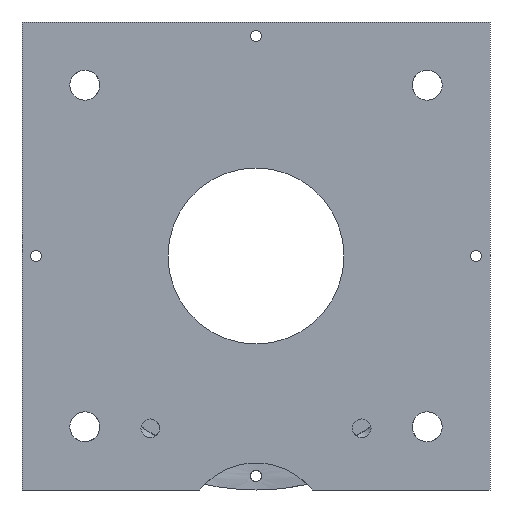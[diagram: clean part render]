
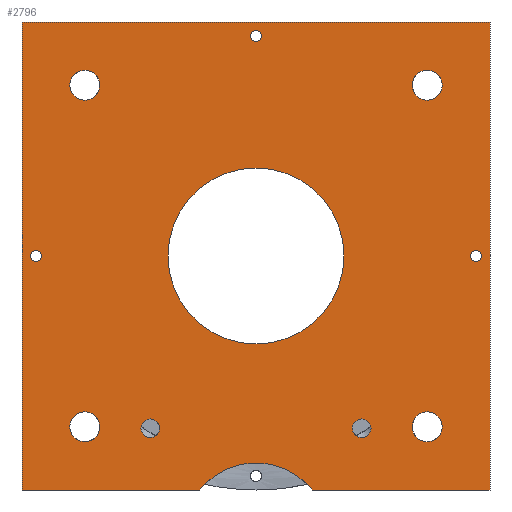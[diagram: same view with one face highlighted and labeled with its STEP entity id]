
A CAD part, front view. The second image highlights one B-rep face of the part: STEP entity #2796.
In plain terms, the highlighted planar face has unit normal (0, -1, 0).
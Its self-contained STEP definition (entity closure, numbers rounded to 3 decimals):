
#65=PLANE('',#3198);
#82=CIRCLE('',#2888,19.125);
#85=CIRCLE('',#2894,4.);
#87=CIRCLE('',#2897,4.);
#105=CIRCLE('',#2924,4.);
#107=CIRCLE('',#2927,4.);
#259=CIRCLE('',#3162,1.5);
#260=CIRCLE('',#3164,1.5);
#261=CIRCLE('',#3166,1.5);
#264=CIRCLE('',#3172,2.5);
#267=CIRCLE('',#3177,2.5);
#287=CIRCLE('',#3199,23.5);
#322=LINE('',#4368,#474);
#325=LINE('',#4377,#477);
#336=LINE('',#4549,#488);
#343=LINE('',#4654,#495);
#346=LINE('',#4676,#498);
#474=VECTOR('',#3310,10.);
#477=VECTOR('',#3319,10.);
#488=VECTOR('',#3386,10.);
#495=VECTOR('',#3435,10.);
#498=VECTOR('',#3444,10.);
#648=FACE_BOUND('',#980,.T.);
#649=FACE_BOUND('',#981,.T.);
#650=FACE_BOUND('',#982,.T.);
#651=FACE_BOUND('',#983,.T.);
#652=FACE_BOUND('',#984,.T.);
#653=FACE_BOUND('',#985,.T.);
#654=FACE_BOUND('',#986,.T.);
#655=FACE_BOUND('',#987,.T.);
#656=FACE_BOUND('',#988,.T.);
#657=FACE_BOUND('',#989,.T.);
#781=FACE_OUTER_BOUND('',#979,.T.);
#979=EDGE_LOOP('',(#2347,#2348,#2349,#2350,#2351,#2352));
#980=EDGE_LOOP('',(#2353));
#981=EDGE_LOOP('',(#2354));
#982=EDGE_LOOP('',(#2355));
#983=EDGE_LOOP('',(#2356));
#984=EDGE_LOOP('',(#2357));
#985=EDGE_LOOP('',(#2358));
#986=EDGE_LOOP('',(#2359));
#987=EDGE_LOOP('',(#2360));
#988=EDGE_LOOP('',(#2361));
#989=EDGE_LOOP('',(#2362));
#1099=VERTEX_POINT('',#4356);
#1100=VERTEX_POINT('',#4358);
#1102=VERTEX_POINT('',#4367);
#1105=VERTEX_POINT('',#4375);
#1106=VERTEX_POINT('',#4379);
#1112=VERTEX_POINT('',#4419);
#1132=VERTEX_POINT('',#4546);
#1133=VERTEX_POINT('',#4548);
#1136=VERTEX_POINT('',#4567);
#1140=VERTEX_POINT('',#4604);
#1305=VERTEX_POINT('',#5151);
#1306=VERTEX_POINT('',#5155);
#1307=VERTEX_POINT('',#5159);
#1309=VERTEX_POINT('',#5169);
#1310=VERTEX_POINT('',#5176);
#1313=VERTEX_POINT('',#5202);
#1352=EDGE_CURVE('',#1100,#1099,#82,.T.);
#1355=EDGE_CURVE('',#1102,#1100,#322,.T.);
#1360=EDGE_CURVE('',#1099,#1105,#325,.T.);
#1361=EDGE_CURVE('',#1106,#1106,#85,.T.);
#1368=EDGE_CURVE('',#1112,#1112,#87,.T.);
#1398=EDGE_CURVE('',#1132,#1133,#336,.T.);
#1403=EDGE_CURVE('',#1136,#1136,#105,.T.);
#1409=EDGE_CURVE('',#1140,#1140,#107,.T.);
#1424=EDGE_CURVE('',#1133,#1105,#343,.T.);
#1429=EDGE_CURVE('',#1102,#1132,#346,.T.);
#1642=EDGE_CURVE('',#1305,#1305,#259,.T.);
#1644=EDGE_CURVE('',#1306,#1306,#260,.T.);
#1646=EDGE_CURVE('',#1307,#1307,#261,.T.);
#1650=EDGE_CURVE('',#1309,#1309,#264,.T.);
#1654=EDGE_CURVE('',#1310,#1310,#267,.T.);
#1675=EDGE_CURVE('',#1313,#1313,#287,.T.);
#2347=ORIENTED_EDGE('',*,*,#1352,.T.);
#2348=ORIENTED_EDGE('',*,*,#1360,.T.);
#2349=ORIENTED_EDGE('',*,*,#1424,.F.);
#2350=ORIENTED_EDGE('',*,*,#1398,.F.);
#2351=ORIENTED_EDGE('',*,*,#1429,.F.);
#2352=ORIENTED_EDGE('',*,*,#1355,.T.);
#2353=ORIENTED_EDGE('',*,*,#1361,.T.);
#2354=ORIENTED_EDGE('',*,*,#1368,.T.);
#2355=ORIENTED_EDGE('',*,*,#1403,.T.);
#2356=ORIENTED_EDGE('',*,*,#1409,.T.);
#2357=ORIENTED_EDGE('',*,*,#1675,.F.);
#2358=ORIENTED_EDGE('',*,*,#1646,.T.);
#2359=ORIENTED_EDGE('',*,*,#1644,.T.);
#2360=ORIENTED_EDGE('',*,*,#1642,.T.);
#2361=ORIENTED_EDGE('',*,*,#1650,.F.);
#2362=ORIENTED_EDGE('',*,*,#1654,.F.);
#2796=ADVANCED_FACE('',(#781,#648,#649,#650,#651,#652,#653,#654,#655,#656,
#657),#65,.F.);
#2888=AXIS2_PLACEMENT_3D('',#4359,#3305,#3306);
#2894=AXIS2_PLACEMENT_3D('',#4380,#3322,#3323);
#2897=AXIS2_PLACEMENT_3D('',#4420,#3331,#3332);
#2924=AXIS2_PLACEMENT_3D('',#4568,#3395,#3396);
#2927=AXIS2_PLACEMENT_3D('',#4605,#3403,#3404);
#3162=AXIS2_PLACEMENT_3D('',#5153,#3949,#3950);
#3164=AXIS2_PLACEMENT_3D('',#5157,#3954,#3955);
#3166=AXIS2_PLACEMENT_3D('',#5161,#3959,#3960);
#3172=AXIS2_PLACEMENT_3D('',#5170,#3972,#3973);
#3177=AXIS2_PLACEMENT_3D('',#5177,#3983,#3984);
#3198=AXIS2_PLACEMENT_3D('',#5201,#4026,#4027);
#3199=AXIS2_PLACEMENT_3D('',#5203,#4028,#4029);
#3305=DIRECTION('center_axis',(0.,1.,0.));
#3306=DIRECTION('ref_axis',(1.,0.,0.));
#3310=DIRECTION('',(1.,0.,0.));
#3319=DIRECTION('',(1.,0.,0.));
#3322=DIRECTION('center_axis',(0.,1.,0.));
#3323=DIRECTION('ref_axis',(1.,0.,0.));
#3331=DIRECTION('center_axis',(0.,1.,0.));
#3332=DIRECTION('ref_axis',(1.,0.,0.));
#3386=DIRECTION('',(1.,0.,0.));
#3395=DIRECTION('center_axis',(0.,1.,0.));
#3396=DIRECTION('ref_axis',(1.,0.,0.));
#3403=DIRECTION('center_axis',(0.,1.,0.));
#3404=DIRECTION('ref_axis',(1.,0.,0.));
#3435=DIRECTION('',(0.,0.,-1.));
#3444=DIRECTION('',(0.,0.,1.));
#3949=DIRECTION('center_axis',(0.,1.,0.));
#3950=DIRECTION('ref_axis',(0.,0.,1.));
#3954=DIRECTION('center_axis',(0.,1.,0.));
#3955=DIRECTION('ref_axis',(-1.,0.,0.));
#3959=DIRECTION('center_axis',(0.,1.,0.));
#3960=DIRECTION('ref_axis',(0.,0.,-1.));
#3972=DIRECTION('center_axis',(0.,-1.,0.));
#3973=DIRECTION('ref_axis',(1.,0.,0.));
#3983=DIRECTION('center_axis',(0.,-1.,0.));
#3984=DIRECTION('ref_axis',(1.,0.,0.));
#4026=DIRECTION('center_axis',(0.,1.,0.));
#4027=DIRECTION('ref_axis',(0.,0.,1.));
#4028=DIRECTION('center_axis',(0.,-1.,0.));
#4029=DIRECTION('ref_axis',(1.,0.,0.));
#4356=CARTESIAN_POINT('',(14.992,0.,-62.5));
#4358=CARTESIAN_POINT('',(-14.992,0.,-62.5));
#4359=CARTESIAN_POINT('Origin',(0.,0.,-74.375));
#4367=CARTESIAN_POINT('',(-62.5,0.,-62.5));
#4368=CARTESIAN_POINT('',(-62.5,0.,-62.5));
#4375=CARTESIAN_POINT('',(62.5,0.,-62.5));
#4377=CARTESIAN_POINT('',(-62.5,0.,-62.5));
#4379=CARTESIAN_POINT('',(-49.731,0.,45.62));
#4380=CARTESIAN_POINT('Origin',(-45.731,0.,45.62));
#4419=CARTESIAN_POINT('',(41.731,0.,45.62));
#4420=CARTESIAN_POINT('Origin',(45.731,0.,45.62));
#4546=CARTESIAN_POINT('',(-62.5,0.,62.5));
#4548=CARTESIAN_POINT('',(62.5,0.,62.5));
#4549=CARTESIAN_POINT('',(-62.5,0.,62.5));
#4567=CARTESIAN_POINT('',(-49.731,0.,-45.62));
#4568=CARTESIAN_POINT('Origin',(-45.731,0.,-45.62));
#4604=CARTESIAN_POINT('',(41.731,0.,-45.62));
#4605=CARTESIAN_POINT('Origin',(45.731,0.,-45.62));
#4654=CARTESIAN_POINT('',(62.5,0.,62.5));
#4676=CARTESIAN_POINT('',(-62.5,0.,-62.5));
#5151=CARTESIAN_POINT('',(58.75,0.,-1.5));
#5153=CARTESIAN_POINT('Origin',(58.75,0.,0.));
#5155=CARTESIAN_POINT('',(1.5,0.,58.75));
#5157=CARTESIAN_POINT('Origin',(0.,0.,58.75));
#5159=CARTESIAN_POINT('',(-58.75,0.,1.5));
#5161=CARTESIAN_POINT('Origin',(-58.75,0.,0.));
#5169=CARTESIAN_POINT('',(-30.75,0.,-46.));
#5170=CARTESIAN_POINT('Origin',(-28.25,0.,-46.));
#5176=CARTESIAN_POINT('',(25.75,0.,-46.));
#5177=CARTESIAN_POINT('Origin',(28.25,0.,-46.));
#5201=CARTESIAN_POINT('Origin',(0.,0.,0.));
#5202=CARTESIAN_POINT('',(-23.5,0.,0.));
#5203=CARTESIAN_POINT('Origin',(0.,0.,0.));
